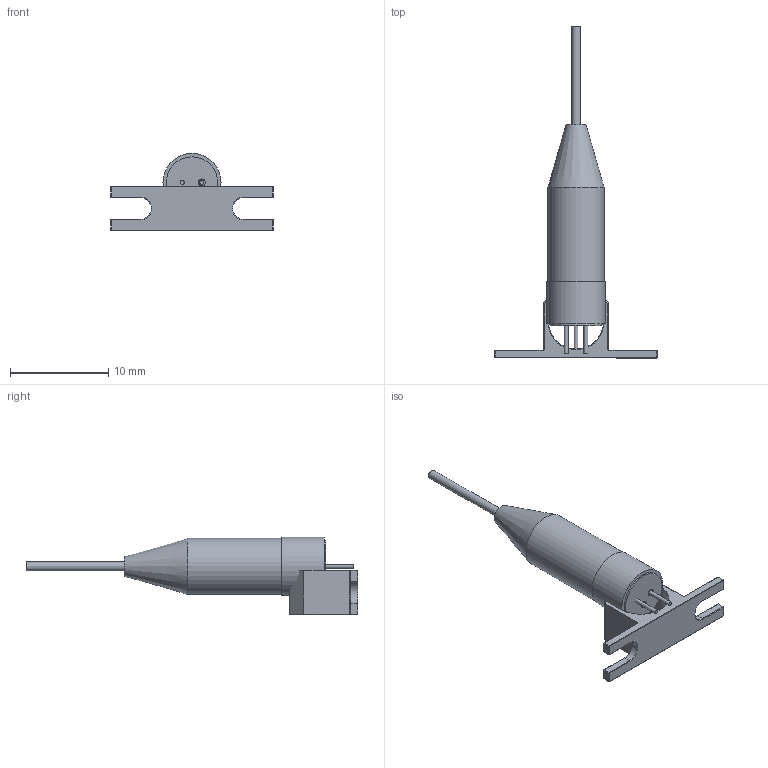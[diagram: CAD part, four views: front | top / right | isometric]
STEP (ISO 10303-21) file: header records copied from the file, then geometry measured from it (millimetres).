
FILE_DESCRIPTION(('FreeCAD Model'),'2;1');
FILE_NAME('Open CASCADE Shape Model','2023-12-01T16:31:20',('Author'),( ''),'Open CASCADE STEP processor 7.6','FreeCAD','Unknown');
FILE_SCHEMA(('AUTOMOTIVE_DESIGN { 1 0 10303 214 1 1 1 1 }'));
Length unit declared in the file: millimetre
Products named in the file (9): Unnamed1; Case; BackCap; Wires; EpoxyTwo; Shroud; EpoxyOne; Bracket; Fiber
Assembly tree (8 placements, depth 2):
  Unnamed1
    Case
    BackCap
    Wires
    EpoxyTwo
    Shroud
    EpoxyOne
    Bracket
    Fiber
Bounding box: 16.5 x 33.75 x 7.85 mm (x, y, z)
Volume: 565.8 mm3; surface area: 854.1 mm2
Topology: 8 solids, 8 shells, 131 faces, 253 edges, 141 vertices
Faces by surface type: plane 109, cylinder 15, cone 7
Full cylindrical faces by diameter (mm): 0.4 x3, 0.7 x4, 0.9 x1, 5 x1, 5.2 x1, 5.6 x1, 5.7 x1, 5.9 x1
Entity records: 3418 total; most frequent: DIRECTION 569, CARTESIAN_POINT 535, ORIENTED_EDGE 506, EDGE_CURVE 253, LINE 215, VECTOR 215, AXIS2_PLACEMENT_3D 177, VERTEX_POINT 141
